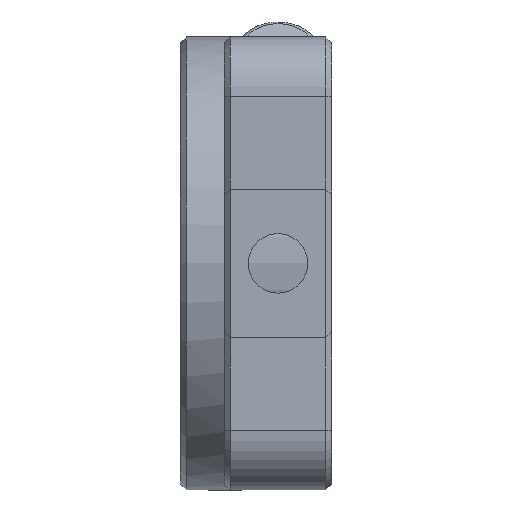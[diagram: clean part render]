
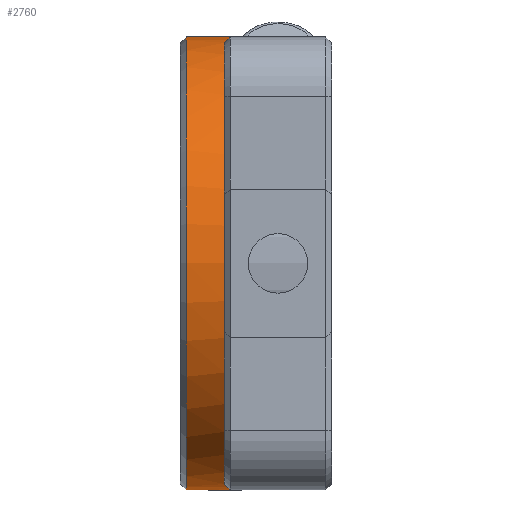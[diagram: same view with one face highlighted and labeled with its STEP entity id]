
A CAD part, left-side view. The second image highlights one B-rep face of the part: STEP entity #2760.
In plain terms, the highlighted cylindrical face has radius 19.05 mm (diameter 38.1 mm), a partial arc.
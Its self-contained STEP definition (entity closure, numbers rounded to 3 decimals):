
#63 = ORIENTED_EDGE ( 'NONE', *, *, #923, .T. ) ;
#65 = DIRECTION ( 'NONE',  ( 0., 0., 1. ) ) ;
#213 = ORIENTED_EDGE ( 'NONE', *, *, #1807, .T. ) ;
#402 = CARTESIAN_POINT ( 'NONE',  ( -2.584, 4.346, 31.75 ) ) ;
#421 = ORIENTED_EDGE ( 'NONE', *, *, #2326, .T. ) ;
#430 = CARTESIAN_POINT ( 'NONE',  ( -2.584, 4.346, 69.85 ) ) ;
#436 = CARTESIAN_POINT ( 'NONE',  ( -2.584, 8.046, 50.8 ) ) ;
#482 = LINE ( 'NONE', #1061, #655 ) ;
#494 = VECTOR ( 'NONE', #952, 1000. ) ;
#520 = DIRECTION ( 'NONE',  ( 0., 1., 0. ) ) ;
#617 = CARTESIAN_POINT ( 'NONE',  ( -4.045, 4.346, 31.75 ) ) ;
#655 = VECTOR ( 'NONE', #2137, 1000. ) ;
#657 =( BOUNDED_CURVE ( )  B_SPLINE_CURVE ( 3, ( #1731, #2603, #1097, #2827 ),
 .UNSPECIFIED., .F., .F. ) 
 B_SPLINE_CURVE_WITH_KNOTS ( ( 4, 4 ),
 ( 2.912, 3.142 ),
 .UNSPECIFIED. ) 
 CURVE ( )  GEOMETRIC_REPRESENTATION_ITEM ( )  RATIONAL_B_SPLINE_CURVE ( ( 1., 0.996, 0.996, 1. ) ) 
 REPRESENTATION_ITEM ( '' )  );
#748 = CARTESIAN_POINT ( 'NONE',  ( -2.584, 4.846, 50.8 ) ) ;
#768 = CARTESIAN_POINT ( 'NONE',  ( -2.584, 8.046, 31.75 ) ) ;
#794 = VERTEX_POINT ( 'NONE', #2094 ) ;
#923 = EDGE_CURVE ( 'NONE', #1571, #1921, #1086, .T. ) ;
#952 = DIRECTION ( 'NONE',  ( 0., 1., 0. ) ) ;
#969 = DIRECTION ( 'NONE',  ( 0., 0., 1. ) ) ;
#1061 = CARTESIAN_POINT ( 'NONE',  ( -2.584, 16.22, 31.75 ) ) ;
#1068 = CARTESIAN_POINT ( 'NONE',  ( -5.497, 4.514, 31.917 ) ) ;
#1086 = LINE ( 'NONE', #1194, #494 ) ;
#1087 = DIRECTION ( 'NONE',  ( 0., 0., 1. ) ) ;
#1097 = CARTESIAN_POINT ( 'NONE',  ( -4.045, 4.346, 69.85 ) ) ;
#1194 = CARTESIAN_POINT ( 'NONE',  ( -2.584, 16.22, 69.85 ) ) ;
#1200 = CIRCLE ( 'NONE', #2040, 19.05 ) ;
#1283 = EDGE_CURVE ( 'NONE', #2061, #794, #1200, .T. ) ;
#1290 = DIRECTION ( 'NONE',  ( 0., -1., 0. ) ) ;
#1346 = VERTEX_POINT ( 'NONE', #768 ) ;
#1369 = EDGE_LOOP ( 'NONE', ( #2817, #1778, #2156, #213, #63, #421 ) ) ;
#1373 =( BOUNDED_CURVE ( )  B_SPLINE_CURVE ( 3, ( #402, #617, #1068, #1472 ),
 .UNSPECIFIED., .F., .F. ) 
 B_SPLINE_CURVE_WITH_KNOTS ( ( 4, 4 ),
 ( 3.142, 3.371 ),
 .UNSPECIFIED. ) 
 CURVE ( )  GEOMETRIC_REPRESENTATION_ITEM ( )  RATIONAL_B_SPLINE_CURVE ( ( 1., 0.996, 0.996, 1. ) ) 
 REPRESENTATION_ITEM ( '' )  );
#1406 = DIRECTION ( 'NONE',  ( 0., 1., 0. ) ) ;
#1472 = CARTESIAN_POINT ( 'NONE',  ( -6.92, 4.846, 32.25 ) ) ;
#1545 = VERTEX_POINT ( 'NONE', #2416 ) ;
#1565 = CYLINDRICAL_SURFACE ( 'NONE', #1683, 19.05 ) ;
#1571 = VERTEX_POINT ( 'NONE', #430 ) ;
#1683 = AXIS2_PLACEMENT_3D ( 'NONE', #2255, #520, #65 ) ;
#1701 = CARTESIAN_POINT ( 'NONE',  ( -6.92, 4.846, 32.25 ) ) ;
#1731 = CARTESIAN_POINT ( 'NONE',  ( -6.92, 4.846, 69.35 ) ) ;
#1778 = ORIENTED_EDGE ( 'NONE', *, *, #2583, .T. ) ;
#1807 = EDGE_CURVE ( 'NONE', #794, #1571, #657, .T. ) ;
#1921 = VERTEX_POINT ( 'NONE', #2293 ) ;
#2014 = FACE_OUTER_BOUND ( 'NONE', #1369, .T. ) ;
#2040 = AXIS2_PLACEMENT_3D ( 'NONE', #748, #1406, #969 ) ;
#2061 = VERTEX_POINT ( 'NONE', #1701 ) ;
#2094 = CARTESIAN_POINT ( 'NONE',  ( -6.92, 4.846, 69.35 ) ) ;
#2110 = AXIS2_PLACEMENT_3D ( 'NONE', #436, #1290, #1087 ) ;
#2137 = DIRECTION ( 'NONE',  ( 0., 1., 0. ) ) ;
#2156 = ORIENTED_EDGE ( 'NONE', *, *, #1283, .T. ) ;
#2255 = CARTESIAN_POINT ( 'NONE',  ( -2.584, 16.22, 50.8 ) ) ;
#2293 = CARTESIAN_POINT ( 'NONE',  ( -2.584, 8.046, 69.85 ) ) ;
#2326 = EDGE_CURVE ( 'NONE', #1921, #1346, #2395, .T. ) ;
#2384 = EDGE_CURVE ( 'NONE', #1545, #1346, #482, .T. ) ;
#2395 = CIRCLE ( 'NONE', #2110, 19.05 ) ;
#2416 = CARTESIAN_POINT ( 'NONE',  ( -2.584, 4.346, 31.75 ) ) ;
#2583 = EDGE_CURVE ( 'NONE', #1545, #2061, #1373, .T. ) ;
#2603 = CARTESIAN_POINT ( 'NONE',  ( -5.497, 4.514, 69.683 ) ) ;
#2760 = ADVANCED_FACE ( 'NONE', ( #2014 ), #1565, .T. ) ;
#2817 = ORIENTED_EDGE ( 'NONE', *, *, #2384, .F. ) ;
#2827 = CARTESIAN_POINT ( 'NONE',  ( -2.584, 4.346, 69.85 ) ) ;
